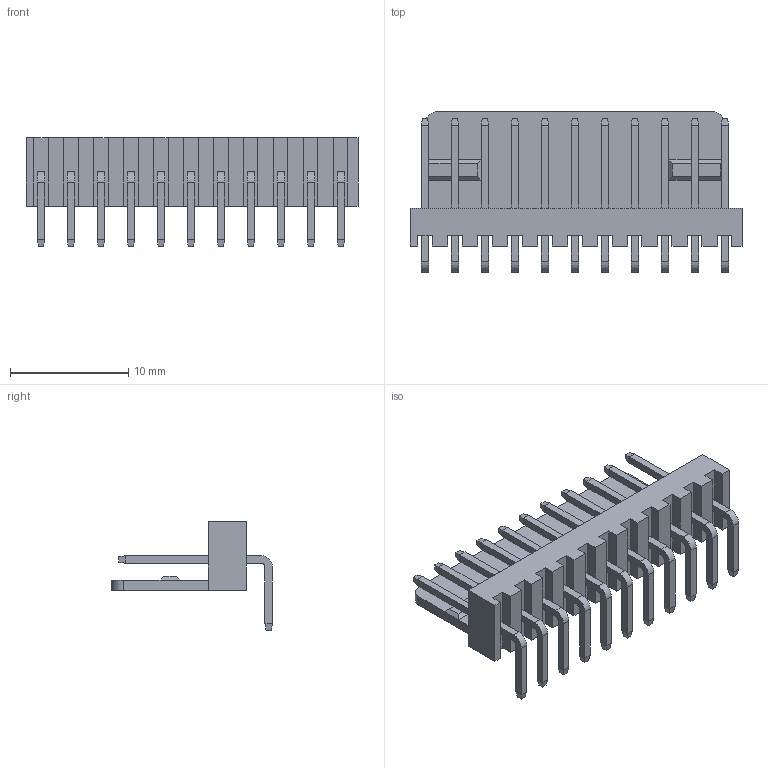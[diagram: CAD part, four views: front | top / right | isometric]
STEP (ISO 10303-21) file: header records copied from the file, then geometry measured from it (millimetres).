
FILE_DESCRIPTION (( 'STEP AP203' ), '1' );
FILE_NAME ('11634, SWR25X-NRTC-S11-RB-BA.STEP', '2015-05-28T07:06:45', ( '' ), ( '' ), 'SwSTEP 2.0', 'SolidWorks 2012', '' );
FILE_SCHEMA (( 'CONFIG_CONTROL_DESIGN' ));
Length unit declared in the file: millimetre
Products named in the file (1): 11634, SWR25X-NRTC-S11-RB-BA
Bounding box: 28.12 x 13.62 x 9.2 mm (x, y, z)
Volume: 706 mm3; surface area: 1539.8 mm2
Topology: 3 solids, 3 shells, 352 faces, 848 edges, 520 vertices
Faces by surface type: plane 328, cylinder 24
Entity records: 9973 total; most frequent: CARTESIAN_POINT 1721, ORIENTED_EDGE 1696, DIRECTION 1602, EDGE_CURVE 848, VECTOR 800, LINE 800, VERTEX_POINT 520, AXIS2_PLACEMENT_3D 401
